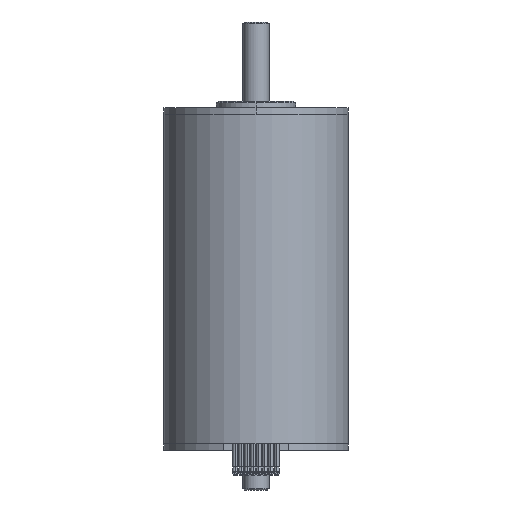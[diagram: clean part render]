
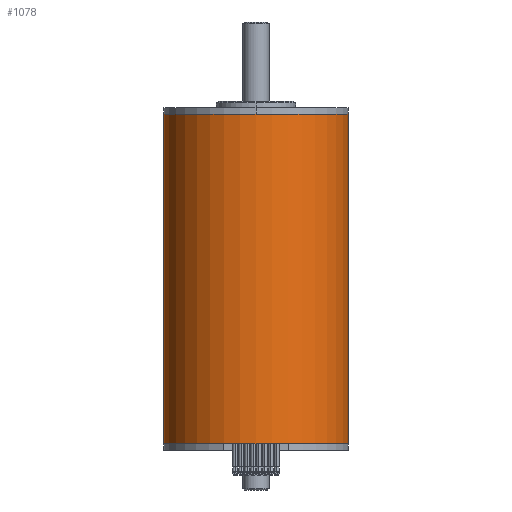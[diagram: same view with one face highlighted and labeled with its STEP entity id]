
A CAD part, front view. The second image highlights one B-rep face of the part: STEP entity #1078.
In plain terms, the highlighted cylindrical face has radius 14 mm (diameter 28 mm), a partial arc.
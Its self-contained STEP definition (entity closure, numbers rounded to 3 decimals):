
#966=CARTESIAN_POINT('',(0.,0.,-25.));
#967=DIRECTION('',(0.,0.,1.));
#968=DIRECTION('',(-1.,0.,0.));
#969=AXIS2_PLACEMENT_3D('',#966,#967,#968);
#981=DIRECTION('',(0.,0.,1.));
#982=VECTOR('',#981,50.);
#983=CARTESIAN_POINT('',(14.,0.,-25.));
#984=LINE('',#983,#982);
#985=DIRECTION('',(0.,0.,1.));
#986=VECTOR('',#985,50.);
#987=CARTESIAN_POINT('',(-14.,0.,-25.));
#988=LINE('',#987,#986);
#994=CARTESIAN_POINT('',(0.,0.,25.));
#995=DIRECTION('',(0.,0.,1.));
#996=DIRECTION('',(-1.,0.,0.));
#997=AXIS2_PLACEMENT_3D('',#994,#995,#996);
#1017=CARTESIAN_POINT('',(14.,0.,-25.));
#1018=CARTESIAN_POINT('',(-14.,0.,-25.));
#1019=VERTEX_POINT('',#1017);
#1020=VERTEX_POINT('',#1018);
#1025=CARTESIAN_POINT('',(14.,0.,25.));
#1026=CARTESIAN_POINT('',(-14.,0.,25.));
#1027=VERTEX_POINT('',#1025);
#1028=VERTEX_POINT('',#1026);
#1066=CARTESIAN_POINT('',(0.,0.,-25.));
#1067=DIRECTION('',(0.,0.,1.));
#1068=DIRECTION('',(1.,0.,0.));
#1069=AXIS2_PLACEMENT_3D('',#1066,#1067,#1068);
#1070=CYLINDRICAL_SURFACE('',#1069,14.);
#1071=ORIENTED_EDGE('',*,*,#1040,.F.);
#1072=ORIENTED_EDGE('',*,*,#1061,.T.);
#1074=ORIENTED_EDGE('',*,*,#1073,.T.);
#1075=ORIENTED_EDGE('',*,*,#1057,.F.);
#1076=EDGE_LOOP('',(#1071,#1072,#1074,#1075));
#1077=FACE_OUTER_BOUND('',#1076,.F.);
#1078=ADVANCED_FACE('',(#1077),#1070,.T.);
#970=CIRCLE('',#969,14.);
#998=CIRCLE('',#997,14.);
#1040=EDGE_CURVE('',#1020,#1019,#970,.T.);
#1057=EDGE_CURVE('',#1019,#1027,#984,.T.);
#1061=EDGE_CURVE('',#1020,#1028,#988,.T.);
#1073=EDGE_CURVE('',#1028,#1027,#998,.T.);
